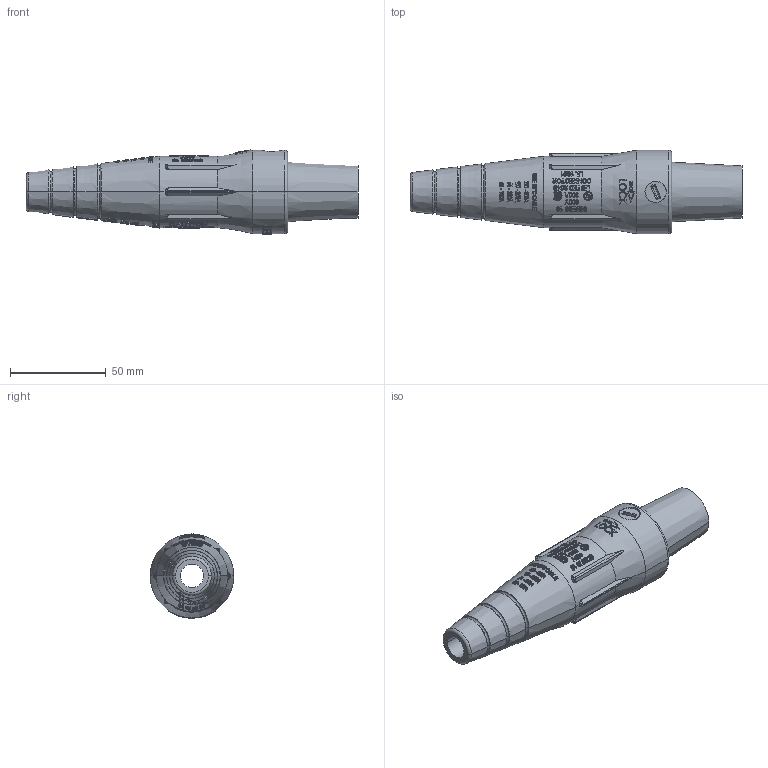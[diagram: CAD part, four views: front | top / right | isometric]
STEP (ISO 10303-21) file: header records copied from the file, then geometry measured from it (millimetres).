
FILE_DESCRIPTION (( 'STEP AP214' ), '1' );
FILE_NAME ('CATSTD-16D31-000-M01.STEP', '2020-09-08T18:48:42', ( '' ), ( '' ), 'SwSTEP 2.0', 'SolidWorks 2020', '' );
FILE_SCHEMA (( 'AUTOMOTIVE_DESIGN' ));
Length unit declared in the file: inch
Products named in the file (1): CATSTD-16D31-000-M01
Bounding box: 173.56 x 43.64 x 44.09 mm (x, y, z)
Surface area: 31092.8 mm2 (no closed solid volume)
Topology: 0 solids, 3 shells, 2217 faces, 7003 edges, 4704 vertices
Faces by surface type: plane 1034, bspline 794, cylinder 209, cone 164, torus 16
Entity records: 148184 total; most frequent: CARTESIAN_POINT 65487, ORIENTED_EDGE 12315, DIRECTION 8312, EDGE_CURVE 6985, VERTEX_POINT 4704, LINE 2928, VECTOR 2928, AXIS2_PLACEMENT_3D 2692
